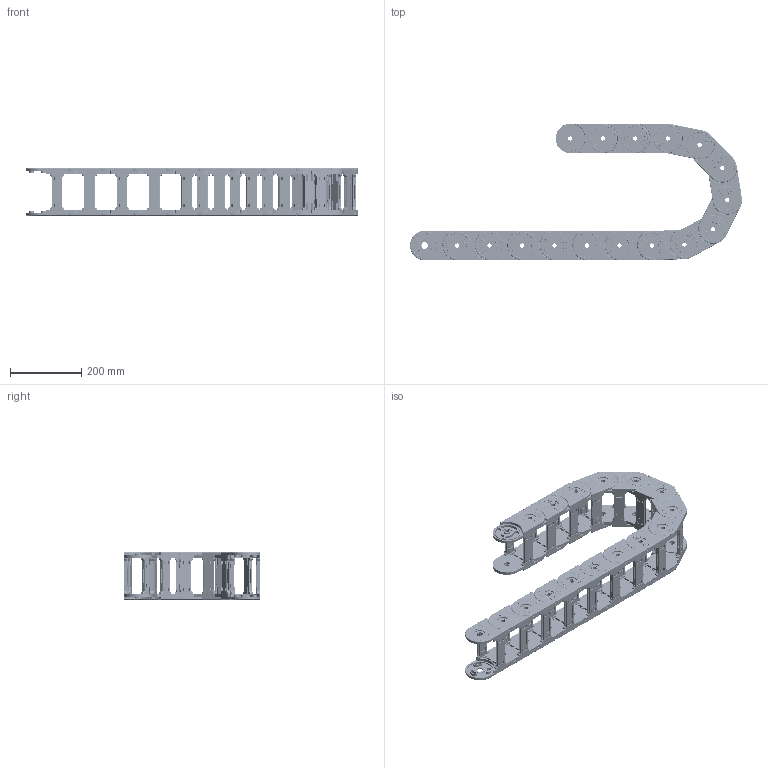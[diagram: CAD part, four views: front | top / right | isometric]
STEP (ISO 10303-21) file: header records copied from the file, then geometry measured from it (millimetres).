
FILE_DESCRIPTION (( 'STEP AP214' ), '1' );
FILE_NAME ('CK60-A100-R150.STEP', '2019-09-06T09:16:57', ( '' ), ( '' ), 'SwSTEP 2.0', 'SolidWorks 2017', '' );
FILE_SCHEMA (( 'AUTOMOTIVE_DESIGN' ));
Length unit declared in the file: millimetre
Products named in the file (2): CK60-A100; CK60-A100-R150
Assembly tree (16 placements, depth 2):
  CK60-A100-R150
    CK60-A100  x16
Bounding box: 930.32 x 382.03 x 132.56 mm (x, y, z)
Volume: 3693044.8 mm3; surface area: 1863862.4 mm2
Topology: 64 solids, 64 shells, 15360 faces, 39680 edges, 25600 vertices
Faces by surface type: plane 6528, cylinder 4704, bspline 3296, torus 576, sphere 256
Entity records: 38795 total; most frequent: CARTESIAN_POINT 16899, ORIENTED_EDGE 4936, DIRECTION 4026, EDGE_CURVE 2468, VERTEX_POINT 1600, AXIS2_PLACEMENT_3D 1347, VECTOR 1332, LINE 1332
